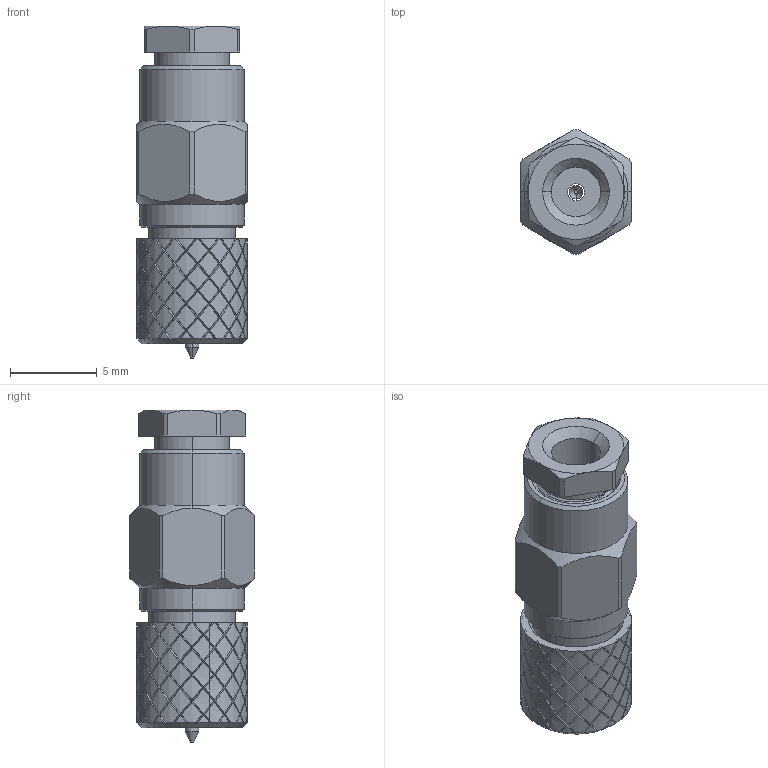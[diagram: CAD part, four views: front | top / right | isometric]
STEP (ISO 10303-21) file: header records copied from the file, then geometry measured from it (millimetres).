
FILE_DESCRIPTION (( 'STEP AP214' ), '1' );
FILE_NAME ('54-002-B3-AD.STEP', '2024-08-08T11:06:20', ( '' ), ( '' ), 'SwSTEP 2.0', 'SolidWorks 2024', '' );
FILE_SCHEMA (( 'AUTOMOTIVE_DESIGN' ));
Length unit declared in the file: millimetre
Products named in the file (1): 54-002-B3-AD
Bounding box: 6.4 x 7.2 x 19.14 mm (x, y, z)
Surface area: 718.2 mm2 (no closed solid volume)
Topology: 0 solids, 7 shells, 715 faces, 1580 edges, 874 vertices
Faces by surface type: bspline 485, cylinder 176, cone 33, plane 21
Entity records: 58143 total; most frequent: CARTESIAN_POINT 48197, ORIENTED_EDGE 3121, EDGE_CURVE 1580, VERTEX_POINT 874, DIRECTION 864, EDGE_LOOP 723, FACE_OUTER_BOUND 715, ADVANCED_FACE 715
